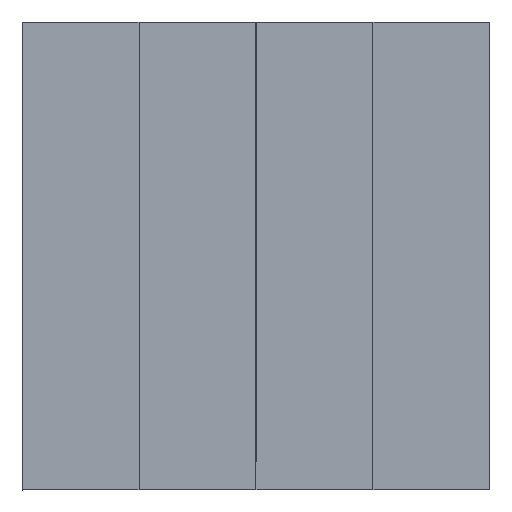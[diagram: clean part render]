
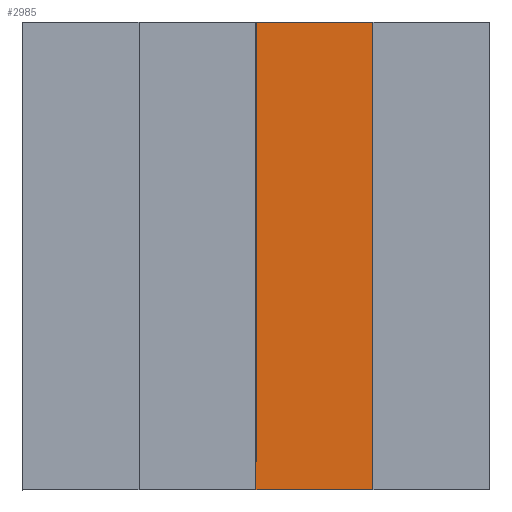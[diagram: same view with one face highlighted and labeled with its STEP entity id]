
A CAD part, top view. The second image highlights one B-rep face of the part: STEP entity #2985.
In plain terms, the highlighted face is planar.
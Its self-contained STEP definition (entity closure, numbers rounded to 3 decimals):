
#2676 = VERTEX_POINT('',#2677);
#2677 = CARTESIAN_POINT('',(-400.,100.,0.));
#2686 = PLANE('',#2687);
#2687 = AXIS2_PLACEMENT_3D('',#2688,#2689,#2690);
#2688 = CARTESIAN_POINT('',(-400.,100.,0.));
#2689 = DIRECTION('',(1.,0.,0.));
#2690 = DIRECTION('',(0.,-1.,0.));
#2698 = PLANE('',#2699);
#2699 = AXIS2_PLACEMENT_3D('',#2700,#2701,#2702);
#2700 = CARTESIAN_POINT('',(400.,100.,0.));
#2701 = DIRECTION('',(0.,-1.,0.));
#2702 = DIRECTION('',(-1.,0.,0.));
#2739 = VERTEX_POINT('',#2740);
#2740 = CARTESIAN_POINT('',(-400.,-100.,0.));
#2754 = PLANE('',#2755);
#2755 = AXIS2_PLACEMENT_3D('',#2756,#2757,#2758);
#2756 = CARTESIAN_POINT('',(-400.,-100.,0.));
#2757 = DIRECTION('',(0.,1.,0.));
#2758 = DIRECTION('',(1.,0.,0.));
#2766 = EDGE_CURVE('',#2676,#2739,#2767,.T.);
#2767 = SURFACE_CURVE('',#2768,(#2772,#2779),.PCURVE_S1.);
#2768 = LINE('',#2769,#2770);
#2769 = CARTESIAN_POINT('',(-400.,100.,0.));
#2770 = VECTOR('',#2771,1.);
#2771 = DIRECTION('',(0.,-1.,0.));
#2772 = PCURVE('',#2686,#2773);
#2773 = DEFINITIONAL_REPRESENTATION('',(#2774),#2778);
#2774 = LINE('',#2775,#2776);
#2775 = CARTESIAN_POINT('',(0.,0.));
#2776 = VECTOR('',#2777,1.);
#2777 = DIRECTION('',(1.,0.));
#2778 = ( GEOMETRIC_REPRESENTATION_CONTEXT(2) 
PARAMETRIC_REPRESENTATION_CONTEXT() REPRESENTATION_CONTEXT('2D SPACE',''
  ) );
#2779 = PCURVE('',#2780,#2785);
#2780 = PLANE('',#2781);
#2781 = AXIS2_PLACEMENT_3D('',#2782,#2783,#2784);
#2782 = CARTESIAN_POINT('',(0.,0.,0.));
#2783 = DIRECTION('',(0.,0.,1.));
#2784 = DIRECTION('',(1.,0.,0.));
#2785 = DEFINITIONAL_REPRESENTATION('',(#2786),#2790);
#2786 = LINE('',#2787,#2788);
#2787 = CARTESIAN_POINT('',(-400.,100.));
#2788 = VECTOR('',#2789,1.);
#2789 = DIRECTION('',(0.,-1.));
#2790 = ( GEOMETRIC_REPRESENTATION_CONTEXT(2) 
PARAMETRIC_REPRESENTATION_CONTEXT() REPRESENTATION_CONTEXT('2D SPACE',''
  ) );
#2820 = VERTEX_POINT('',#2821);
#2821 = CARTESIAN_POINT('',(400.,-100.,0.));
#2835 = PLANE('',#2836);
#2836 = AXIS2_PLACEMENT_3D('',#2837,#2838,#2839);
#2837 = CARTESIAN_POINT('',(400.,-100.,0.));
#2838 = DIRECTION('',(-1.,0.,0.));
#2839 = DIRECTION('',(0.,1.,0.));
#2847 = EDGE_CURVE('',#2739,#2820,#2848,.T.);
#2848 = SURFACE_CURVE('',#2849,(#2853,#2860),.PCURVE_S1.);
#2849 = LINE('',#2850,#2851);
#2850 = CARTESIAN_POINT('',(-400.,-100.,0.));
#2851 = VECTOR('',#2852,1.);
#2852 = DIRECTION('',(1.,0.,0.));
#2853 = PCURVE('',#2754,#2854);
#2854 = DEFINITIONAL_REPRESENTATION('',(#2855),#2859);
#2855 = LINE('',#2856,#2857);
#2856 = CARTESIAN_POINT('',(0.,0.));
#2857 = VECTOR('',#2858,1.);
#2858 = DIRECTION('',(1.,0.));
#2859 = ( GEOMETRIC_REPRESENTATION_CONTEXT(2) 
PARAMETRIC_REPRESENTATION_CONTEXT() REPRESENTATION_CONTEXT('2D SPACE',''
  ) );
#2860 = PCURVE('',#2780,#2861);
#2861 = DEFINITIONAL_REPRESENTATION('',(#2862),#2866);
#2862 = LINE('',#2863,#2864);
#2863 = CARTESIAN_POINT('',(-400.,-100.));
#2864 = VECTOR('',#2865,1.);
#2865 = DIRECTION('',(1.,0.));
#2866 = ( GEOMETRIC_REPRESENTATION_CONTEXT(2) 
PARAMETRIC_REPRESENTATION_CONTEXT() REPRESENTATION_CONTEXT('2D SPACE',''
  ) );
#2896 = VERTEX_POINT('',#2897);
#2897 = CARTESIAN_POINT('',(400.,100.,0.));
#2918 = EDGE_CURVE('',#2820,#2896,#2919,.T.);
#2919 = SURFACE_CURVE('',#2920,(#2924,#2931),.PCURVE_S1.);
#2920 = LINE('',#2921,#2922);
#2921 = CARTESIAN_POINT('',(400.,-100.,0.));
#2922 = VECTOR('',#2923,1.);
#2923 = DIRECTION('',(0.,1.,0.));
#2924 = PCURVE('',#2835,#2925);
#2925 = DEFINITIONAL_REPRESENTATION('',(#2926),#2930);
#2926 = LINE('',#2927,#2928);
#2927 = CARTESIAN_POINT('',(0.,0.));
#2928 = VECTOR('',#2929,1.);
#2929 = DIRECTION('',(1.,0.));
#2930 = ( GEOMETRIC_REPRESENTATION_CONTEXT(2) 
PARAMETRIC_REPRESENTATION_CONTEXT() REPRESENTATION_CONTEXT('2D SPACE',''
  ) );
#2931 = PCURVE('',#2780,#2932);
#2932 = DEFINITIONAL_REPRESENTATION('',(#2933),#2937);
#2933 = LINE('',#2934,#2935);
#2934 = CARTESIAN_POINT('',(400.,-100.));
#2935 = VECTOR('',#2936,1.);
#2936 = DIRECTION('',(0.,1.));
#2937 = ( GEOMETRIC_REPRESENTATION_CONTEXT(2) 
PARAMETRIC_REPRESENTATION_CONTEXT() REPRESENTATION_CONTEXT('2D SPACE',''
  ) );
#2965 = EDGE_CURVE('',#2896,#2676,#2966,.T.);
#2966 = SURFACE_CURVE('',#2967,(#2971,#2978),.PCURVE_S1.);
#2967 = LINE('',#2968,#2969);
#2968 = CARTESIAN_POINT('',(400.,100.,0.));
#2969 = VECTOR('',#2970,1.);
#2970 = DIRECTION('',(-1.,0.,0.));
#2971 = PCURVE('',#2698,#2972);
#2972 = DEFINITIONAL_REPRESENTATION('',(#2973),#2977);
#2973 = LINE('',#2974,#2975);
#2974 = CARTESIAN_POINT('',(0.,-0.));
#2975 = VECTOR('',#2976,1.);
#2976 = DIRECTION('',(1.,0.));
#2977 = ( GEOMETRIC_REPRESENTATION_CONTEXT(2) 
PARAMETRIC_REPRESENTATION_CONTEXT() REPRESENTATION_CONTEXT('2D SPACE',''
  ) );
#2978 = PCURVE('',#2780,#2979);
#2979 = DEFINITIONAL_REPRESENTATION('',(#2980),#2984);
#2980 = LINE('',#2981,#2982);
#2981 = CARTESIAN_POINT('',(400.,100.));
#2982 = VECTOR('',#2983,1.);
#2983 = DIRECTION('',(-1.,0.));
#2984 = ( GEOMETRIC_REPRESENTATION_CONTEXT(2) 
PARAMETRIC_REPRESENTATION_CONTEXT() REPRESENTATION_CONTEXT('2D SPACE',''
  ) );
#2985 = ADVANCED_FACE('',(#2986),#2780,.F.);
#2986 = FACE_BOUND('',#2987,.F.);
#2987 = EDGE_LOOP('',(#2988,#2989,#2990,#2991));
#2988 = ORIENTED_EDGE('',*,*,#2766,.T.);
#2989 = ORIENTED_EDGE('',*,*,#2847,.T.);
#2990 = ORIENTED_EDGE('',*,*,#2918,.T.);
#2991 = ORIENTED_EDGE('',*,*,#2965,.T.);
